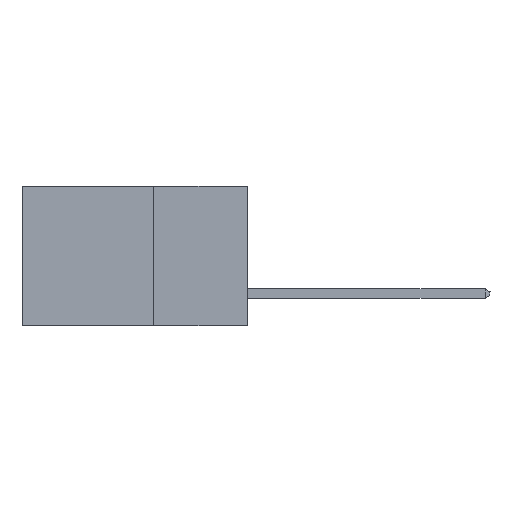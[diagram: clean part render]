
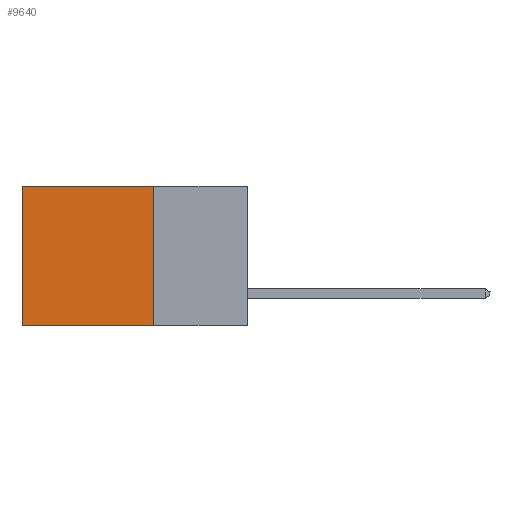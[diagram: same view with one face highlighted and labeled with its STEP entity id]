
A CAD part, left-side view. The second image highlights one B-rep face of the part: STEP entity #9640.
In plain terms, the highlighted planar face has unit normal (-1, 0, 0).
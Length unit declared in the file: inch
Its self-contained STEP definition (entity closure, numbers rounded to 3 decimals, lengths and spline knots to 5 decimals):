
#189 = EDGE_CURVE ( 'NONE', #9508, #16521, #12961, .T. ) ;
#291 = CARTESIAN_POINT ( 'NONE',  ( 0.2615, 0.25, -0.37 ) ) ;
#479 = VECTOR ( 'NONE', #1874, 39.37008 ) ;
#823 = CARTESIAN_POINT ( 'NONE',  ( 0.2615, 0.6, -0.37 ) ) ;
#1633 = EDGE_CURVE ( 'NONE', #13373, #16521, #12433, .T. ) ;
#1690 = VECTOR ( 'NONE', #6237, 39.37008 ) ;
#1705 = ORIENTED_EDGE ( 'NONE', *, *, #1633, .F. ) ;
#1874 = DIRECTION ( 'NONE',  ( 0., 1., 0. ) ) ;
#2222 = AXIS2_PLACEMENT_3D ( 'NONE', #11434, #16750, #3358 ) ;
#2501 = ORIENTED_EDGE ( 'NONE', *, *, #189, .T. ) ;
#3358 = DIRECTION ( 'NONE',  ( 0., 0., -1. ) ) ;
#4297 = CARTESIAN_POINT ( 'NONE',  ( 0.2615, 0.25, -0.37 ) ) ;
#4846 = VECTOR ( 'NONE', #14817, 39.37008 ) ;
#5704 = DIRECTION ( 'NONE',  ( 0., 1., 0. ) ) ;
#5881 = ORIENTED_EDGE ( 'NONE', *, *, #5974, .T. ) ;
#5974 = EDGE_CURVE ( 'NONE', #16852, #9508, #10026, .T. ) ;
#6237 = DIRECTION ( 'NONE',  ( 0., 0., -1. ) ) ;
#7274 = PLANE ( 'NONE',  #2222 ) ;
#7381 = CARTESIAN_POINT ( 'NONE',  ( 0.2615, 0.25, 0. ) ) ;
#8269 = LINE ( 'NONE', #17313, #4846 ) ;
#9091 = VECTOR ( 'NONE', #5704, 39.37008 ) ;
#9222 = ORIENTED_EDGE ( 'NONE', *, *, #14791, .F. ) ;
#9411 = CARTESIAN_POINT ( 'NONE',  ( 0.2615, 0.6, -0.37 ) ) ;
#9508 = VERTEX_POINT ( 'NONE', #14083 ) ;
#9640 = ADVANCED_FACE ( 'NONE', ( #11350 ), #7274, .F. ) ;
#10026 = LINE ( 'NONE', #16762, #479 ) ;
#10318 = EDGE_LOOP ( 'NONE', ( #2501, #1705, #9222, #5881 ) ) ;
#11350 = FACE_OUTER_BOUND ( 'NONE', #10318, .T. ) ;
#11434 = CARTESIAN_POINT ( 'NONE',  ( 0.2615, 0.25, -0.37 ) ) ;
#12433 = LINE ( 'NONE', #291, #9091 ) ;
#12961 = LINE ( 'NONE', #823, #1690 ) ;
#13373 = VERTEX_POINT ( 'NONE', #4297 ) ;
#14083 = CARTESIAN_POINT ( 'NONE',  ( 0.2615, 0.6, 0. ) ) ;
#14791 = EDGE_CURVE ( 'NONE', #16852, #13373, #8269, .T. ) ;
#14817 = DIRECTION ( 'NONE',  ( 0., 0., -1. ) ) ;
#16521 = VERTEX_POINT ( 'NONE', #9411 ) ;
#16750 = DIRECTION ( 'NONE',  ( 1., 0., 0. ) ) ;
#16762 = CARTESIAN_POINT ( 'NONE',  ( 0.2615, 0.25, 0. ) ) ;
#16852 = VERTEX_POINT ( 'NONE', #7381 ) ;
#17313 = CARTESIAN_POINT ( 'NONE',  ( 0.2615, 0.25, -0.37 ) ) ;
